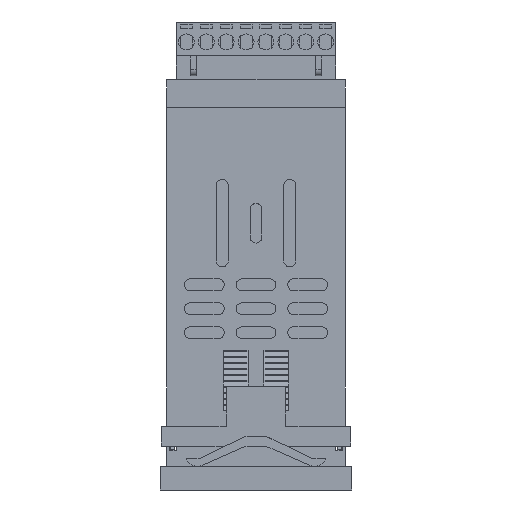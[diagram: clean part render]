
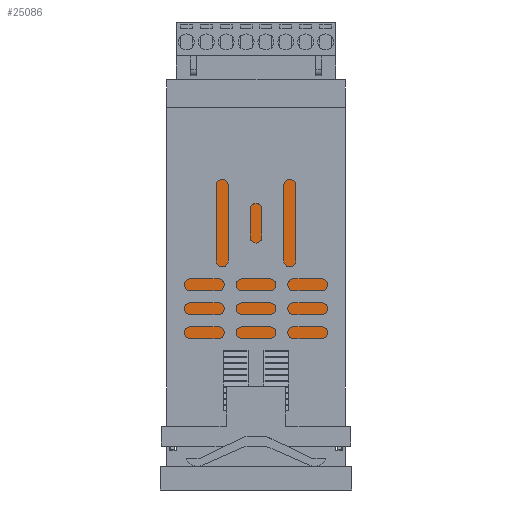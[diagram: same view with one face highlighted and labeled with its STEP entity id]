
A CAD part, front view. The second image highlights one B-rep face of the part: STEP entity #25086.
In plain terms, the highlighted planar face has unit normal (0, -1, 0).
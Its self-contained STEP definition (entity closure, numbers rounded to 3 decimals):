
#552 = EDGE_LOOP ( 'NONE', ( #17239, #1808, #17811, #18214 ) ) ;
#1808 = ORIENTED_EDGE ( 'NONE', *, *, #24589, .F. ) ;
#2848 = EDGE_CURVE ( 'NONE', #12266, #3662, #14404, .T. ) ;
#3104 = DIRECTION ( 'NONE',  ( 1., 0., 0. ) ) ;
#3662 = VERTEX_POINT ( 'NONE', #11586 ) ;
#3731 = DIRECTION ( 'NONE',  ( 0., 0., 1. ) ) ;
#3905 = FACE_OUTER_BOUND ( 'NONE', #552, .T. ) ;
#3952 = DIRECTION ( 'NONE',  ( 0., 0., -1. ) ) ;
#5050 = LINE ( 'NONE', #6186, #9623 ) ;
#6051 = VERTEX_POINT ( 'NONE', #25366 ) ;
#6186 = CARTESIAN_POINT ( 'NONE',  ( 20.9, -9., 83. ) ) ;
#8005 = DIRECTION ( 'NONE',  ( 0., 1., 0. ) ) ;
#8096 = CARTESIAN_POINT ( 'NONE',  ( -20.9, -9., 83. ) ) ;
#8109 = VECTOR ( 'NONE', #18325, 1000. ) ;
#9194 = LINE ( 'NONE', #22501, #8109 ) ;
#9623 = VECTOR ( 'NONE', #3952, 1000. ) ;
#9951 = LINE ( 'NONE', #11936, #24868 ) ;
#10571 = CARTESIAN_POINT ( 'NONE',  ( -20.9, -9., 83. ) ) ;
#11586 = CARTESIAN_POINT ( 'NONE',  ( -20.9, -9., 0. ) ) ;
#11936 = CARTESIAN_POINT ( 'NONE',  ( -20.9, -9., 83. ) ) ;
#12266 = VERTEX_POINT ( 'NONE', #14550 ) ;
#13382 = EDGE_CURVE ( 'NONE', #12266, #24117, #9951, .T. ) ;
#14404 = LINE ( 'NONE', #8096, #27912 ) ;
#14469 = AXIS2_PLACEMENT_3D ( 'NONE', #10571, #8005, #3731 ) ;
#14550 = CARTESIAN_POINT ( 'NONE',  ( -20.9, -9., 83. ) ) ;
#15373 = CARTESIAN_POINT ( 'NONE',  ( 20.9, -9., 83. ) ) ;
#17239 = ORIENTED_EDGE ( 'NONE', *, *, #28773, .T. ) ;
#17811 = ORIENTED_EDGE ( 'NONE', *, *, #13382, .F. ) ;
#18214 = ORIENTED_EDGE ( 'NONE', *, *, #2848, .T. ) ;
#18325 = DIRECTION ( 'NONE',  ( 1., 0., 0. ) ) ;
#21794 = PLANE ( 'NONE',  #14469 ) ;
#22501 = CARTESIAN_POINT ( 'NONE',  ( -20.9, -9., 0. ) ) ;
#24070 = DIRECTION ( 'NONE',  ( 0., 0., -1. ) ) ;
#24117 = VERTEX_POINT ( 'NONE', #15373 ) ;
#24589 = EDGE_CURVE ( 'NONE', #24117, #6051, #5050, .T. ) ;
#24868 = VECTOR ( 'NONE', #3104, 1000. ) ;
#25086 = ADVANCED_FACE ( 'NONE', ( #3905 ), #21794, .F. ) ;
#25366 = CARTESIAN_POINT ( 'NONE',  ( 20.9, -9., 0. ) ) ;
#27912 = VECTOR ( 'NONE', #24070, 1000. ) ;
#28773 = EDGE_CURVE ( 'NONE', #3662, #6051, #9194, .T. ) ;
